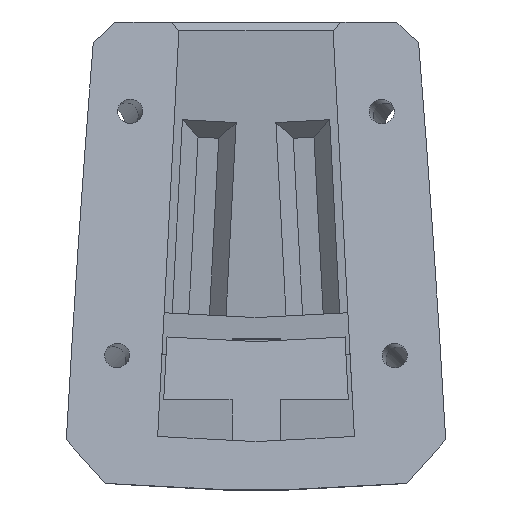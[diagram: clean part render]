
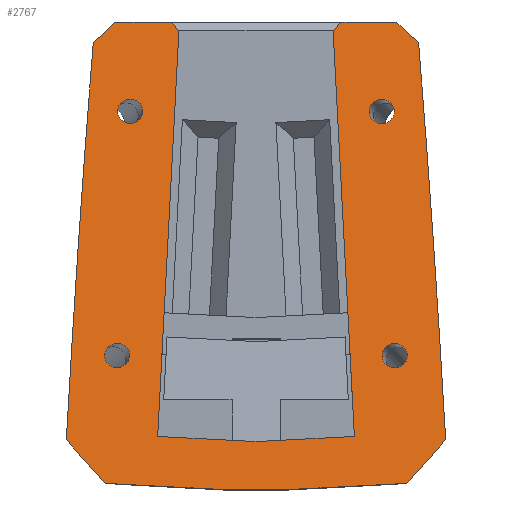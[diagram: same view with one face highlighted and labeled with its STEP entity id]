
A CAD part, top view. The second image highlights one B-rep face of the part: STEP entity #2767.
In plain terms, the highlighted planar face has unit normal (0.009, 0.173, 0.985).
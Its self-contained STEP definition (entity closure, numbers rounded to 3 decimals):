
#857=CARTESIAN_POINT('',(63.844,6.582,26.919));
#858=VERTEX_POINT('',#857);
#865=CARTESIAN_POINT('',(65.645,6.582,26.902));
#866=VERTEX_POINT('',#865);
#867=CARTESIAN_POINT('',(63.844,6.582,26.919));
#868=DIRECTION('',(1.,-0.,-0.009));
#869=VECTOR('',#868,1.801);
#870=LINE('',#867,#869);
#871=EDGE_CURVE('',#858,#866,#870,.T.);
#1195=CARTESIAN_POINT('',(76.63,7.158,26.7));
#1196=VERTEX_POINT('',#1195);
#1203=CARTESIAN_POINT('',(74.057,56.247,18.091));
#1204=VERTEX_POINT('',#1203);
#1205=CARTESIAN_POINT('',(76.63,7.158,26.7));
#1206=DIRECTION('',(-0.052,0.984,-0.172));
#1207=VECTOR('',#1206,49.905);
#1208=LINE('',#1205,#1207);
#1209=EDGE_CURVE('',#1196,#1204,#1208,.T.);
#1286=CARTESIAN_POINT('',(82.935,1.48,27.64));
#1287=VERTEX_POINT('',#1286);
#1295=CARTESIAN_POINT('',(68.705,0.734,27.902));
#1296=VERTEX_POINT('',#1295);
#1297=CARTESIAN_POINT('',(82.935,1.48,27.64));
#1298=DIRECTION('',(-0.998,-0.052,0.018));
#1299=VECTOR('',#1298,14.252);
#1300=LINE('',#1297,#1299);
#1301=EDGE_CURVE('',#1287,#1296,#1300,.T.);
#1433=CARTESIAN_POINT('',(60.784,0.734,27.975));
#1434=VERTEX_POINT('',#1433);
#1441=CARTESIAN_POINT('',(46.553,1.48,27.975));
#1442=VERTEX_POINT('',#1441);
#1443=CARTESIAN_POINT('',(60.784,0.734,27.975));
#1444=DIRECTION('',(-0.999,0.052,-0.));
#1445=VECTOR('',#1444,14.25);
#1446=LINE('',#1443,#1445);
#1447=EDGE_CURVE('',#1434,#1442,#1446,.T.);
#1592=CARTESIAN_POINT('',(76.63,7.158,26.7));
#1593=DIRECTION('',(-0.998,-0.052,0.018));
#1594=VECTOR('',#1593,11.002);
#1595=LINE('',#1592,#1594);
#1596=EDGE_CURVE('',#1196,#866,#1595,.T.);
#1702=CARTESIAN_POINT('',(52.859,7.158,26.919));
#1703=VERTEX_POINT('',#1702);
#1710=CARTESIAN_POINT('',(63.844,6.582,26.919));
#1711=DIRECTION('',(-0.999,0.052,-0.));
#1712=VECTOR('',#1711,11.);
#1713=LINE('',#1710,#1712);
#1714=EDGE_CURVE('',#858,#1703,#1713,.T.);
#1758=CARTESIAN_POINT('',(84.383,54.749,18.259));
#1759=VERTEX_POINT('',#1758);
#1767=CARTESIAN_POINT('',(87.658,6.734,26.672));
#1768=VERTEX_POINT('',#1767);
#1769=CARTESIAN_POINT('',(29.253,3.979,27.695));
#1770=DIRECTION('',(-0.009,-0.173,-0.985));
#1771=DIRECTION('',(0.055,-0.983,0.172));
#1772=AXIS2_PLACEMENT_3D('',#1769,#1770,#1771);
#1773=ELLIPSE('',#1772,339.069,58.478);
#1774=EDGE_CURVE('',#1759,#1768,#1773,.T.);
#2448=CARTESIAN_POINT('',(45.079,54.749,18.622));
#2449=VERTEX_POINT('',#2448);
#2450=CARTESIAN_POINT('',(41.828,6.734,27.095));
#2451=VERTEX_POINT('',#2450);
#2452=CARTESIAN_POINT('',(100.995,-1.373,27.975));
#2453=DIRECTION('',(0.009,0.173,0.985));
#2454=DIRECTION('',(-0.052,-0.983,0.173));
#2455=AXIS2_PLACEMENT_3D('',#2452,#2453,#2454);
#2456=ELLIPSE('',#2455,343.2,59.517);
#2457=EDGE_CURVE('',#2449,#2451,#2456,.T.);
#2620=CARTESIAN_POINT('',(110.195,31.185,22.165));
#2621=DIRECTION('',(0.009,0.173,0.985));
#2622=DIRECTION('',(1.,-0.002,-0.009));
#2623=AXIS2_PLACEMENT_3D('',#2620,#2621,#2622);
#2624=PLANE('',#2623);
#2625=CARTESIAN_POINT('',(81.465,46.43,19.749));
#2626=VERTEX_POINT('',#2625);
#2627=CARTESIAN_POINT('',(78.419,46.435,19.776));
#2628=VERTEX_POINT('',#2627);
#2629=CARTESIAN_POINT('',(79.942,46.432,19.763));
#2630=DIRECTION('',(0.009,0.173,0.985));
#2631=DIRECTION('',(-1.,0.002,0.009));
#2632=AXIS2_PLACEMENT_3D('',#2629,#2630,#2631);
#2633=ELLIPSE('',#2632,1.523,1.5);
#2634=EDGE_CURVE('',#2626,#2628,#2633,.T.);
#2635=ORIENTED_EDGE('',*,*,#2634,.F.);
#2636=CARTESIAN_POINT('',(79.942,46.432,19.763));
#2637=DIRECTION('',(0.009,0.173,0.985));
#2638=DIRECTION('',(-1.,0.002,0.009));
#2639=AXIS2_PLACEMENT_3D('',#2636,#2637,#2638);
#2640=ELLIPSE('',#2639,1.523,1.5);
#2641=EDGE_CURVE('',#2628,#2626,#2640,.T.);
#2642=ORIENTED_EDGE('',*,*,#2641,.F.);
#2643=EDGE_LOOP('',(#2635,#2642));
#2644=FACE_BOUND('',#2643,.T.);
#2645=CARTESIAN_POINT('',(83.036,16.92,24.924));
#2646=VERTEX_POINT('',#2645);
#2647=CARTESIAN_POINT('',(79.99,16.925,24.951));
#2648=VERTEX_POINT('',#2647);
#2649=CARTESIAN_POINT('',(81.513,16.922,24.938));
#2650=DIRECTION('',(0.009,0.173,0.985));
#2651=DIRECTION('',(-1.,0.002,0.009));
#2652=AXIS2_PLACEMENT_3D('',#2649,#2650,#2651);
#2653=ELLIPSE('',#2652,1.523,1.5);
#2654=EDGE_CURVE('',#2646,#2648,#2653,.T.);
#2655=ORIENTED_EDGE('',*,*,#2654,.F.);
#2656=CARTESIAN_POINT('',(81.513,16.922,24.938));
#2657=DIRECTION('',(0.009,0.173,0.985));
#2658=DIRECTION('',(-1.,0.002,0.009));
#2659=AXIS2_PLACEMENT_3D('',#2656,#2657,#2658);
#2660=ELLIPSE('',#2659,1.523,1.5);
#2661=EDGE_CURVE('',#2648,#2646,#2660,.T.);
#2662=ORIENTED_EDGE('',*,*,#2661,.F.);
#2663=EDGE_LOOP('',(#2655,#2662));
#2664=FACE_BOUND('',#2663,.T.);
#2665=CARTESIAN_POINT('',(51.064,46.453,20.025));
#2666=VERTEX_POINT('',#2665);
#2667=CARTESIAN_POINT('',(49.541,46.455,20.039));
#2668=DIRECTION('',(0.009,0.173,0.985));
#2669=DIRECTION('',(1.,-0.002,-0.009));
#2670=AXIS2_PLACEMENT_3D('',#2667,#2668,#2669);
#2671=ELLIPSE('',#2670,1.523,1.5);
#2672=EDGE_CURVE('',#2666,#2666,#2671,.T.);
#2673=ORIENTED_EDGE('',*,*,#2672,.F.);
#2674=EDGE_LOOP('',(#2673));
#2675=FACE_BOUND('',#2674,.T.);
#2676=CARTESIAN_POINT('',(46.448,16.953,25.255));
#2677=VERTEX_POINT('',#2676);
#2678=CARTESIAN_POINT('',(47.971,16.95,25.242));
#2679=DIRECTION('',(-0.009,-0.173,-0.985));
#2680=DIRECTION('',(-1.,0.002,0.009));
#2681=AXIS2_PLACEMENT_3D('',#2678,#2679,#2680);
#2682=ELLIPSE('',#2681,1.523,1.5);
#2683=EDGE_CURVE('',#2677,#2677,#2682,.T.);
#2684=ORIENTED_EDGE('',*,*,#2683,.T.);
#2685=EDGE_LOOP('',(#2684));
#2686=FACE_BOUND('',#2685,.T.);
#2687=CARTESIAN_POINT('',(55.432,56.247,18.263));
#2688=VERTEX_POINT('',#2687);
#2689=CARTESIAN_POINT('',(52.859,7.158,26.919));
#2690=DIRECTION('',(0.052,0.983,-0.173));
#2691=VECTOR('',#2690,49.913);
#2692=LINE('',#2689,#2691);
#2693=EDGE_CURVE('',#1703,#2688,#2692,.T.);
#2694=ORIENTED_EDGE('',*,*,#2693,.T.);
#2695=CARTESIAN_POINT('',(54.484,57.246,18.096));
#2696=VERTEX_POINT('',#2695);
#2697=CARTESIAN_POINT('',(55.432,56.247,18.263));
#2698=DIRECTION('',(-0.683,0.72,-0.12));
#2699=VECTOR('',#2698,1.387);
#2700=LINE('',#2697,#2699);
#2701=EDGE_CURVE('',#2688,#2696,#2700,.T.);
#2702=ORIENTED_EDGE('',*,*,#2701,.T.);
#2703=CARTESIAN_POINT('',(47.822,57.246,18.157));
#2704=VERTEX_POINT('',#2703);
#2705=CARTESIAN_POINT('',(54.484,57.246,18.096));
#2706=DIRECTION('',(-1.,-0.,0.009));
#2707=VECTOR('',#2706,6.662);
#2708=LINE('',#2705,#2707);
#2709=EDGE_CURVE('',#2696,#2704,#2708,.T.);
#2710=ORIENTED_EDGE('',*,*,#2709,.T.);
#2711=CARTESIAN_POINT('',(47.822,57.246,18.157));
#2712=CARTESIAN_POINT('',(45.079,54.749,18.622));
#2713=B_SPLINE_CURVE_WITH_KNOTS('',1,(#2711,#2712),.UNSPECIFIED.,.F.,.F.,(2,2),(0.,1.),.UNSPECIFIED.);
#2714=EDGE_CURVE('',#2704,#2449,#2713,.T.);
#2715=ORIENTED_EDGE('',*,*,#2714,.T.);
#2716=ORIENTED_EDGE('',*,*,#2457,.T.);
#2717=CARTESIAN_POINT('',(41.828,6.734,27.095));
#2718=CARTESIAN_POINT('',(43.402,4.982,27.388));
#2719=CARTESIAN_POINT('',(44.977,3.23,27.682));
#2720=CARTESIAN_POINT('',(46.553,1.48,27.975));
#2721=B_SPLINE_CURVE_WITH_KNOTS('',3,(#2717,#2718,#2719,#2720),.UNSPECIFIED.,.F.,.F.,(4,4),(0.,0.007),.UNSPECIFIED.);
#2722=EDGE_CURVE('',#2451,#1442,#2721,.T.);
#2723=ORIENTED_EDGE('',*,*,#2722,.T.);
#2724=ORIENTED_EDGE('',*,*,#1447,.F.);
#2725=CARTESIAN_POINT('',(68.705,0.734,27.902));
#2726=DIRECTION('',(-1.,0.,0.009));
#2727=VECTOR('',#2726,7.921);
#2728=LINE('',#2725,#2727);
#2729=EDGE_CURVE('',#1296,#1434,#2728,.T.);
#2730=ORIENTED_EDGE('',*,*,#2729,.F.);
#2731=ORIENTED_EDGE('',*,*,#1301,.F.);
#2732=CARTESIAN_POINT('',(82.935,1.48,27.64));
#2733=CARTESIAN_POINT('',(84.511,3.23,27.318));
#2734=CARTESIAN_POINT('',(86.085,4.982,26.995));
#2735=CARTESIAN_POINT('',(87.658,6.734,26.672));
#2736=B_SPLINE_CURVE_WITH_KNOTS('',3,(#2732,#2733,#2734,#2735),.UNSPECIFIED.,.F.,.F.,(4,4),(0.,0.007),.UNSPECIFIED.);
#2737=EDGE_CURVE('',#1287,#1768,#2736,.T.);
#2738=ORIENTED_EDGE('',*,*,#2737,.T.);
#2739=ORIENTED_EDGE('',*,*,#1774,.F.);
#2740=CARTESIAN_POINT('',(81.645,57.246,17.846));
#2741=VERTEX_POINT('',#2740);
#2742=CARTESIAN_POINT('',(84.383,54.749,18.259));
#2743=CARTESIAN_POINT('',(81.645,57.246,17.846));
#2744=B_SPLINE_CURVE_WITH_KNOTS('',1,(#2742,#2743),.UNSPECIFIED.,.F.,.F.,(2,2),(0.,1.),.UNSPECIFIED.);
#2745=EDGE_CURVE('',#1759,#2741,#2744,.T.);
#2746=ORIENTED_EDGE('',*,*,#2745,.T.);
#2747=CARTESIAN_POINT('',(75.005,57.246,17.907));
#2748=VERTEX_POINT('',#2747);
#2749=CARTESIAN_POINT('',(81.645,57.246,17.846));
#2750=DIRECTION('',(-1.,-0.,0.009));
#2751=VECTOR('',#2750,6.64);
#2752=LINE('',#2749,#2751);
#2753=EDGE_CURVE('',#2741,#2748,#2752,.T.);
#2754=ORIENTED_EDGE('',*,*,#2753,.T.);
#2755=CARTESIAN_POINT('',(75.005,57.246,17.907));
#2756=DIRECTION('',(-0.682,-0.719,0.133));
#2757=VECTOR('',#2756,1.389);
#2758=LINE('',#2755,#2757);
#2759=EDGE_CURVE('',#2748,#1204,#2758,.T.);
#2760=ORIENTED_EDGE('',*,*,#2759,.T.);
#2761=ORIENTED_EDGE('',*,*,#1209,.F.);
#2762=ORIENTED_EDGE('',*,*,#1596,.T.);
#2763=ORIENTED_EDGE('',*,*,#871,.F.);
#2764=ORIENTED_EDGE('',*,*,#1714,.T.);
#2765=EDGE_LOOP('',(#2694,#2702,#2710,#2715,#2716,#2723,#2724,#2730,#2731,#2738,#2739,#2746,#2754,#2760,#2761,#2762,#2763,#2764));
#2766=FACE_BOUND('',#2765,.T.);
#2767=ADVANCED_FACE('',(#2644,#2664,#2675,#2686,#2766),#2624,.T.);
